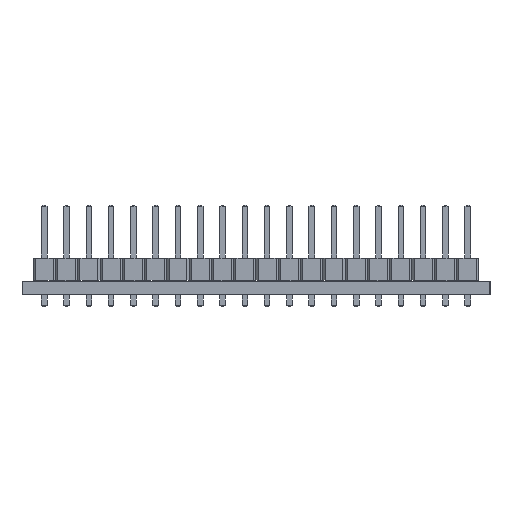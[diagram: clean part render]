
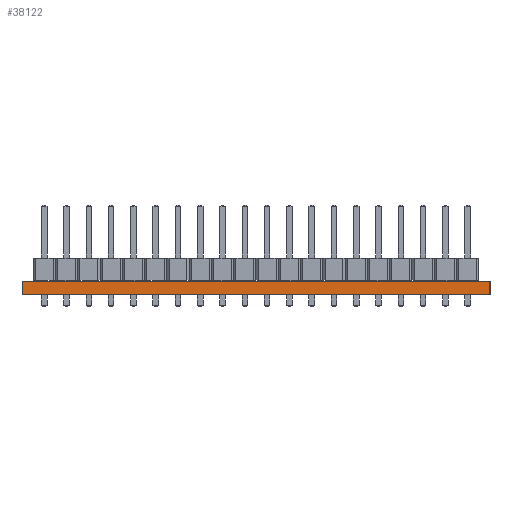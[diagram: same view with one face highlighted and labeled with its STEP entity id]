
A CAD part, left-side view. The second image highlights one B-rep face of the part: STEP entity #38122.
In plain terms, the highlighted planar face has unit normal (-1, 0, 0).
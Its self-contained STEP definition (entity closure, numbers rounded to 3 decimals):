
#35209 = VERTEX_POINT('',#35210);
#35210 = CARTESIAN_POINT('',(89.,-61.66,0.));
#35216 = EDGE_CURVE('',#35217,#35209,#35219,.T.);
#35217 = VERTEX_POINT('',#35218);
#35218 = CARTESIAN_POINT('',(89.,-115.,0.));
#35219 = LINE('',#35220,#35221);
#35220 = CARTESIAN_POINT('',(89.,-115.,0.));
#35221 = VECTOR('',#35222,1.);
#35222 = DIRECTION('',(0.,1.,0.));
#36652 = VERTEX_POINT('',#36653);
#36653 = CARTESIAN_POINT('',(89.,-61.66,1.51));
#36659 = EDGE_CURVE('',#36660,#36652,#36662,.T.);
#36660 = VERTEX_POINT('',#36661);
#36661 = CARTESIAN_POINT('',(89.,-115.,1.51));
#36662 = LINE('',#36663,#36664);
#36663 = CARTESIAN_POINT('',(89.,-115.,1.51));
#36664 = VECTOR('',#36665,1.);
#36665 = DIRECTION('',(0.,1.,0.));
#38092 = EDGE_CURVE('',#35209,#36652,#38093,.T.);
#38093 = LINE('',#38094,#38095);
#38094 = CARTESIAN_POINT('',(89.,-61.66,0.));
#38095 = VECTOR('',#38096,1.);
#38096 = DIRECTION('',(0.,0.,1.));
#38122 = ADVANCED_FACE('',(#38123),#38134,.T.);
#38123 = FACE_BOUND('',#38124,.T.);
#38124 = EDGE_LOOP('',(#38125,#38131,#38132,#38133));
#38125 = ORIENTED_EDGE('',*,*,#38126,.T.);
#38126 = EDGE_CURVE('',#35217,#36660,#38127,.T.);
#38127 = LINE('',#38128,#38129);
#38128 = CARTESIAN_POINT('',(89.,-115.,0.));
#38129 = VECTOR('',#38130,1.);
#38130 = DIRECTION('',(0.,0.,1.));
#38131 = ORIENTED_EDGE('',*,*,#36659,.T.);
#38132 = ORIENTED_EDGE('',*,*,#38092,.F.);
#38133 = ORIENTED_EDGE('',*,*,#35216,.F.);
#38134 = PLANE('',#38135);
#38135 = AXIS2_PLACEMENT_3D('',#38136,#38137,#38138);
#38136 = CARTESIAN_POINT('',(89.,-115.,0.));
#38137 = DIRECTION('',(-1.,0.,0.));
#38138 = DIRECTION('',(0.,1.,0.));
